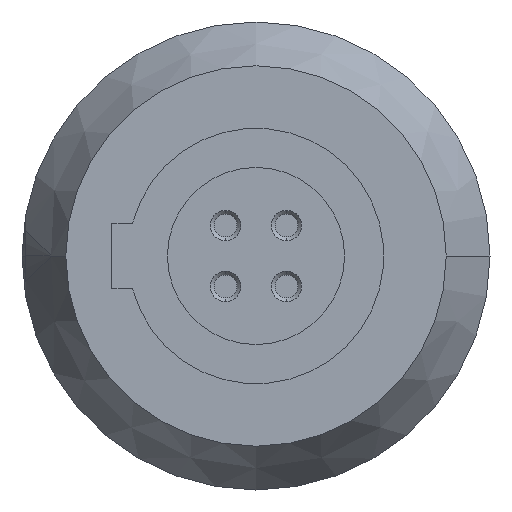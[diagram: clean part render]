
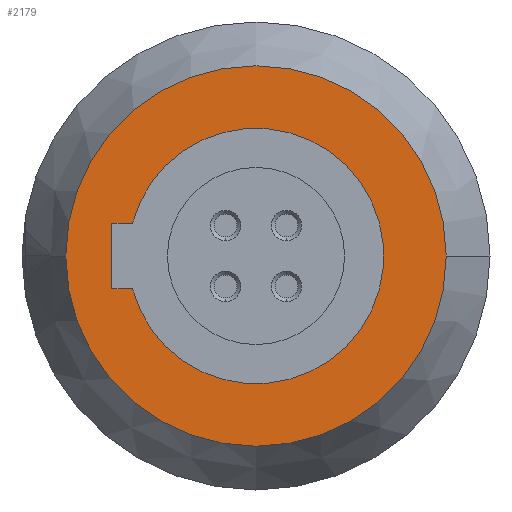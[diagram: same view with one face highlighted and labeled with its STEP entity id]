
A CAD part, left-side view. The second image highlights one B-rep face of the part: STEP entity #2179.
In plain terms, the highlighted planar face has unit normal (-1, 0, 0).
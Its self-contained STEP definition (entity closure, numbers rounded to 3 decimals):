
#423=CARTESIAN_POINT('',(-15.4,0.,0.));
#424=DIRECTION('',(-1.,0.,0.));
#425=DIRECTION('',(0.,1.,0.));
#426=AXIS2_PLACEMENT_3D('',#423,#424,#425);
#428=CARTESIAN_POINT('',(-15.4,0.,0.));
#429=DIRECTION('',(1.,0.,0.));
#430=DIRECTION('',(0.,1.,0.));
#431=AXIS2_PLACEMENT_3D('',#428,#429,#430);
#433=DIRECTION('',(0.,-1.,0.));
#434=VECTOR('',#433,0.82);
#435=CARTESIAN_POINT('',(-15.4,5.7,1.3));
#436=LINE('',#435,#434);
#437=DIRECTION('',(0.,0.,1.));
#438=VECTOR('',#437,2.6);
#439=CARTESIAN_POINT('',(-15.4,5.7,-1.3));
#440=LINE('',#439,#438);
#441=DIRECTION('',(0.,1.,0.));
#442=VECTOR('',#441,0.82);
#443=CARTESIAN_POINT('',(-15.4,4.88,-1.3));
#444=LINE('',#443,#442);
#445=CARTESIAN_POINT('',(-15.4,0.,0.));
#446=DIRECTION('',(1.,0.,0.));
#447=DIRECTION('',(0.,0.966,0.257));
#448=AXIS2_PLACEMENT_3D('',#445,#446,#447);
#1303=CARTESIAN_POINT('',(-15.4,-7.518,0.));
#1304=VERTEX_POINT('',#1303);
#1305=CARTESIAN_POINT('',(-15.4,7.518,0.));
#1306=VERTEX_POINT('',#1305);
#1521=CARTESIAN_POINT('',(-15.4,4.88,1.3));
#1522=CARTESIAN_POINT('',(-15.4,4.88,-1.3));
#1523=VERTEX_POINT('',#1521);
#1524=VERTEX_POINT('',#1522);
#1533=CARTESIAN_POINT('',(-15.4,5.7,-1.3));
#1534=VERTEX_POINT('',#1533);
#1535=CARTESIAN_POINT('',(-15.4,5.7,1.3));
#1536=VERTEX_POINT('',#1535);
#2160=CARTESIAN_POINT('',(-15.4,0.,0.));
#2161=DIRECTION('',(1.,0.,0.));
#2162=DIRECTION('',(0.,-1.,0.));
#2163=AXIS2_PLACEMENT_3D('',#2160,#2161,#2162);
#2164=PLANE('',#2163);
#2165=ORIENTED_EDGE('',*,*,#2053,.F.);
#2166=ORIENTED_EDGE('',*,*,#2146,.T.);
#2167=EDGE_LOOP('',(#2165,#2166));
#2168=FACE_OUTER_BOUND('',#2167,.F.);
#2170=ORIENTED_EDGE('',*,*,#2169,.F.);
#2172=ORIENTED_EDGE('',*,*,#2171,.F.);
#2174=ORIENTED_EDGE('',*,*,#2173,.F.);
#2176=ORIENTED_EDGE('',*,*,#2175,.F.);
#2177=EDGE_LOOP('',(#2170,#2172,#2174,#2176));
#2178=FACE_BOUND('',#2177,.F.);
#427=CIRCLE('',#426,7.518);
#432=CIRCLE('',#431,7.518);
#449=CIRCLE('',#448,5.05);
#2053=EDGE_CURVE('',#1306,#1304,#427,.T.);
#2146=EDGE_CURVE('',#1306,#1304,#432,.T.);
#2169=EDGE_CURVE('',#1523,#1524,#449,.T.);
#2171=EDGE_CURVE('',#1536,#1523,#436,.T.);
#2173=EDGE_CURVE('',#1534,#1536,#440,.T.);
#2175=EDGE_CURVE('',#1524,#1534,#444,.T.);
#2179=ADVANCED_FACE('',(#2168,#2178),#2164,.F.);
